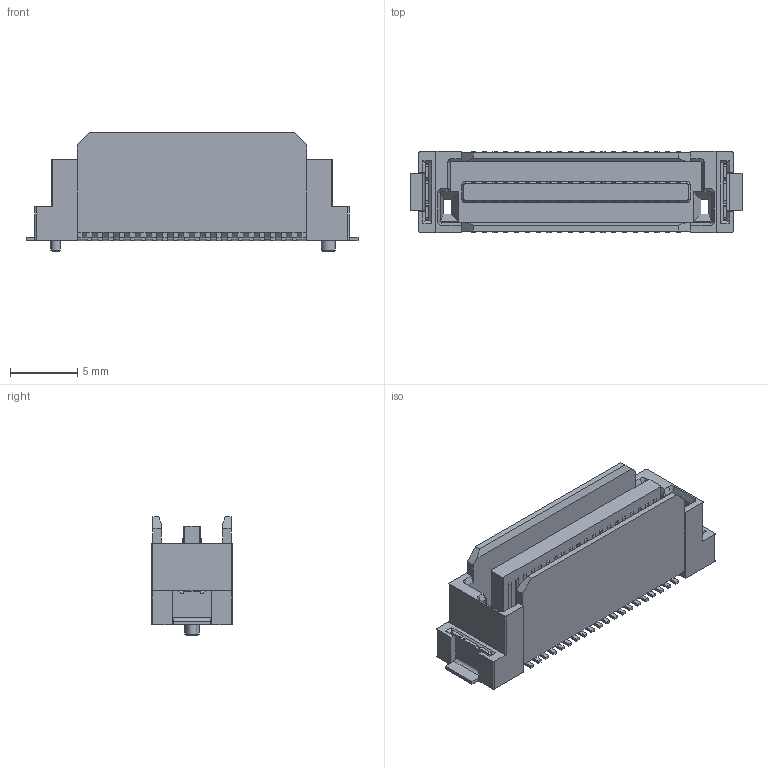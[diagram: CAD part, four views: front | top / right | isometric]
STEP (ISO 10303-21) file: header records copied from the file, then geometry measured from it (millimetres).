
FILE_DESCRIPTION( ('This file contains a STEP AP42 implementation' ,'as created by ZW3D STEP Interface translator.') ,'2;1' );
FILE_NAME( '3614-PXXX-080S1R01.stp' ,'23 321. 9 835', (''), ('ZWCAD Software Co.'), 'Version 1.0', 'ZW3D to STEP translator', '' );
FILE_SCHEMA(('AUTOMOTIVE_DESIGN { 1 0 10303 214 1 1 1 1 }'));
Length unit declared in the file: millimetre
Products named in the file (2): 0; 3614-PXXX-080S1R01
Bounding box: 24.6 x 6 x 8.8 mm (x, y, z)
Volume: 540.2 mm3; surface area: 1184.5 mm2
Topology: 1 solids, 1 shells, 1075 faces, 3070 edges, 1996 vertices
Faces by surface type: plane 741, cylinder 262, bspline 60, cone 12
Full cylindrical faces by diameter (mm): 0.7 x1, 1.05 x1
Entity records: 36652 total; most frequent: CARTESIAN_POINT 7039, ORIENTED_EDGE 6144, DIRECTION 5724, EDGE_CURVE 3068, VECTOR 2404, LINE 2404, VERTEX_POINT 1996, AXIS2_PLACEMENT_3D 1660
